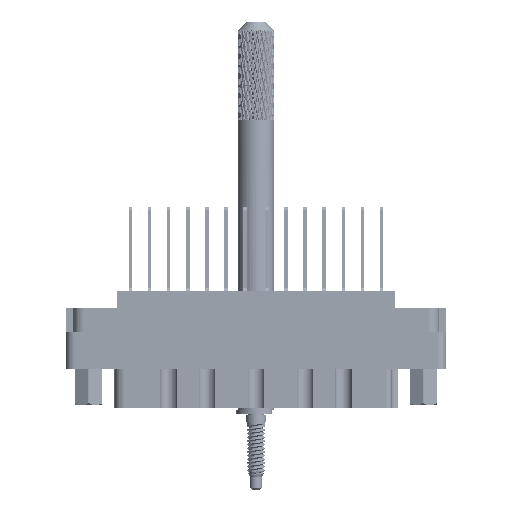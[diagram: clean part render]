
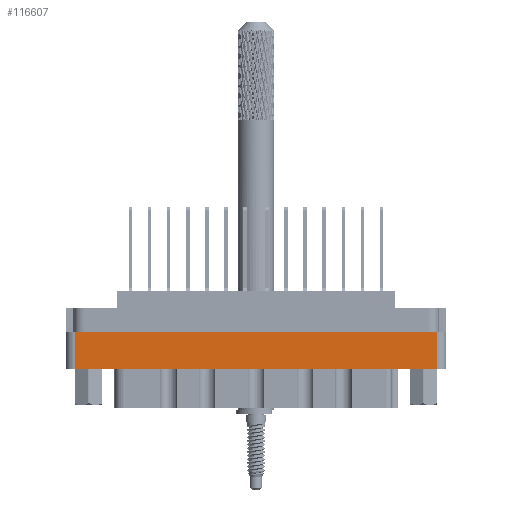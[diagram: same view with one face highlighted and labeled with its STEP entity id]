
A CAD part, front view. The second image highlights one B-rep face of the part: STEP entity #116607.
In plain terms, the highlighted planar face has unit normal (0, -1, 0).
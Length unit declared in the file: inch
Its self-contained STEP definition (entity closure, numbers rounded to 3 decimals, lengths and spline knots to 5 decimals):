
#611 = ORIENTED_EDGE ( 'NONE', *, *, #86741, .F. ) ;
#1452 = CARTESIAN_POINT ( 'NONE',  ( -1.234, -0.438, -0.277 ) ) ;
#2780 = LINE ( 'NONE', #73028, #68109 ) ;
#11981 = VERTEX_POINT ( 'NONE', #83048 ) ;
#23837 = CARTESIAN_POINT ( 'NONE',  ( 1.234, -0.438, -0.798 ) ) ;
#25600 = DIRECTION ( 'NONE',  ( 0., 0., -1. ) ) ;
#27740 = VERTEX_POINT ( 'NONE', #96761 ) ;
#29691 = PLANE ( 'NONE',  #103630 ) ;
#34921 = ORIENTED_EDGE ( 'NONE', *, *, #75784, .T. ) ;
#36194 = CARTESIAN_POINT ( 'NONE',  ( 1.234, -0.438, -0.529 ) ) ;
#36212 = DIRECTION ( 'NONE',  ( -1., 0., 0. ) ) ;
#40714 = VECTOR ( 'NONE', #91595, 39.37008 ) ;
#41240 = EDGE_LOOP ( 'NONE', ( #611, #85223, #57781, #34921 ) ) ;
#47027 = LINE ( 'NONE', #83537, #63667 ) ;
#57781 = ORIENTED_EDGE ( 'NONE', *, *, #58750, .F. ) ;
#58733 = EDGE_CURVE ( 'NONE', #75157, #11981, #47027, .T. ) ;
#58750 = EDGE_CURVE ( 'NONE', #60827, #11981, #2780, .T. ) ;
#60827 = VERTEX_POINT ( 'NONE', #36194 ) ;
#63667 = VECTOR ( 'NONE', #25600, 39.37008 ) ;
#68109 = VECTOR ( 'NONE', #36212, 39.37008 ) ;
#73028 = CARTESIAN_POINT ( 'NONE',  ( 0., -0.438, -0.529 ) ) ;
#74834 = FACE_OUTER_BOUND ( 'NONE', #41240, .T. ) ;
#75157 = VERTEX_POINT ( 'NONE', #1452 ) ;
#75784 = EDGE_CURVE ( 'NONE', #60827, #27740, #113517, .T. ) ;
#76674 = VECTOR ( 'NONE', #119266, 39.37008 ) ;
#77882 = DIRECTION ( 'NONE',  ( 0., -1., 0. ) ) ;
#83048 = CARTESIAN_POINT ( 'NONE',  ( -1.234, -0.438, -0.529 ) ) ;
#83537 = CARTESIAN_POINT ( 'NONE',  ( -1.234, -0.438, -0.798 ) ) ;
#85223 = ORIENTED_EDGE ( 'NONE', *, *, #58733, .T. ) ;
#86741 = EDGE_CURVE ( 'NONE', #75157, #27740, #90322, .T. ) ;
#90322 = LINE ( 'NONE', #109562, #76674 ) ;
#91595 = DIRECTION ( 'NONE',  ( 0., 0., 1. ) ) ;
#96761 = CARTESIAN_POINT ( 'NONE',  ( 1.234, -0.438, -0.277 ) ) ;
#97408 = DIRECTION ( 'NONE',  ( 0., 0., -1. ) ) ;
#103630 = AXIS2_PLACEMENT_3D ( 'NONE', #125408, #77882, #97408 ) ;
#109562 = CARTESIAN_POINT ( 'NONE',  ( 0., -0.438, -0.277 ) ) ;
#113517 = LINE ( 'NONE', #23837, #40714 ) ;
#116607 = ADVANCED_FACE ( 'NONE', ( #74834 ), #29691, .T. ) ;
#119266 = DIRECTION ( 'NONE',  ( 1., 0., 0. ) ) ;
#125408 = CARTESIAN_POINT ( 'NONE',  ( -1.296, -0.438, -0.798 ) ) ;
